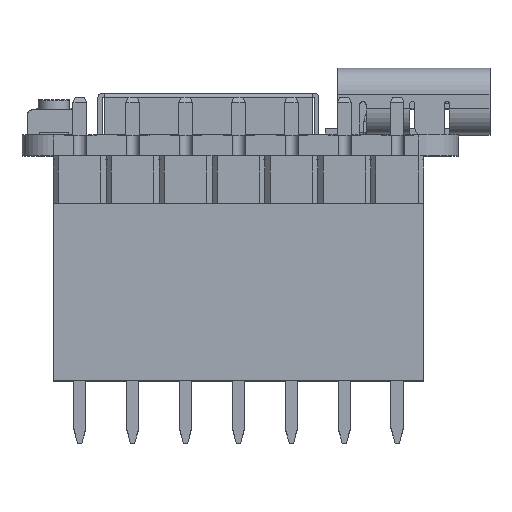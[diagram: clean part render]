
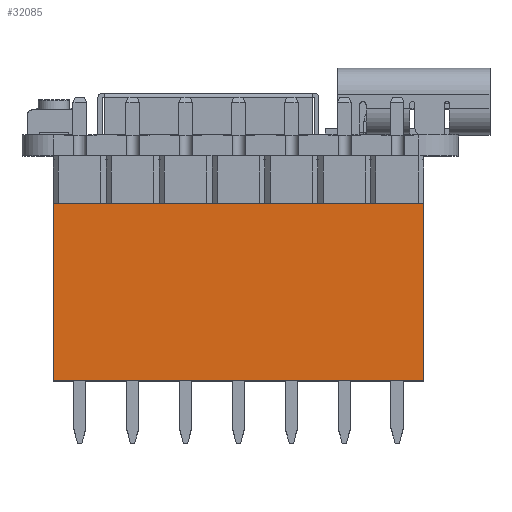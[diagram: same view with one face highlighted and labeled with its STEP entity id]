
A CAD part, top view. The second image highlights one B-rep face of the part: STEP entity #32085.
In plain terms, the highlighted face is planar.
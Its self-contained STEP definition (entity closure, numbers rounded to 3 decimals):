
#2286=FACE_OUTER_BOUND('',#4006,.T.);
#4006=EDGE_LOOP('',(#24115,#24116,#24117,#24118));
#6672=LINE('',#49028,#10439);
#6683=LINE('',#49050,#10450);
#6760=LINE('',#49229,#10527);
#6776=LINE('',#49260,#10543);
#10439=VECTOR('',#39814,1.);
#10450=VECTOR('',#39829,1.);
#10527=VECTOR('',#40062,1.);
#10543=VECTOR('',#40100,1.);
#13853=VERTEX_POINT('',#49025);
#13854=VERTEX_POINT('',#49027);
#13862=VERTEX_POINT('',#49047);
#13863=VERTEX_POINT('',#49049);
#17405=EDGE_CURVE('',#13853,#13854,#6672,.T.);
#17416=EDGE_CURVE('',#13863,#13862,#6683,.T.);
#17497=EDGE_CURVE('',#13854,#13862,#6760,.T.);
#17513=EDGE_CURVE('',#13853,#13863,#6776,.T.);
#24115=ORIENTED_EDGE('',*,*,#17513,.T.);
#24116=ORIENTED_EDGE('',*,*,#17416,.T.);
#24117=ORIENTED_EDGE('',*,*,#17497,.F.);
#24118=ORIENTED_EDGE('',*,*,#17405,.F.);
#29381=PLANE('',#34570);
#32085=ADVANCED_FACE('',(#2286),#29381,.T.);
#34570=AXIS2_PLACEMENT_3D('',#49261,#40101,#40102);
#39814=DIRECTION('',(0.,0.,1.));
#39829=DIRECTION('',(0.,0.,1.));
#40062=DIRECTION('',(1.,0.,0.));
#40100=DIRECTION('',(1.,0.,0.));
#40101=DIRECTION('center_axis',(0.,-1.,0.));
#40102=DIRECTION('ref_axis',(1.,0.,0.));
#49025=CARTESIAN_POINT('',(-1.27,-1.27,0.));
#49027=CARTESIAN_POINT('',(-1.27,-1.27,8.5));
#49028=CARTESIAN_POINT('',(-1.27,-1.27,0.));
#49047=CARTESIAN_POINT('',(16.51,-1.27,8.5));
#49049=CARTESIAN_POINT('',(16.51,-1.27,0.));
#49050=CARTESIAN_POINT('',(16.51,-1.27,0.));
#49229=CARTESIAN_POINT('',(-1.27,-1.27,8.5));
#49260=CARTESIAN_POINT('',(-1.27,-1.27,0.));
#49261=CARTESIAN_POINT('Origin',(-1.27,-1.27,0.));
